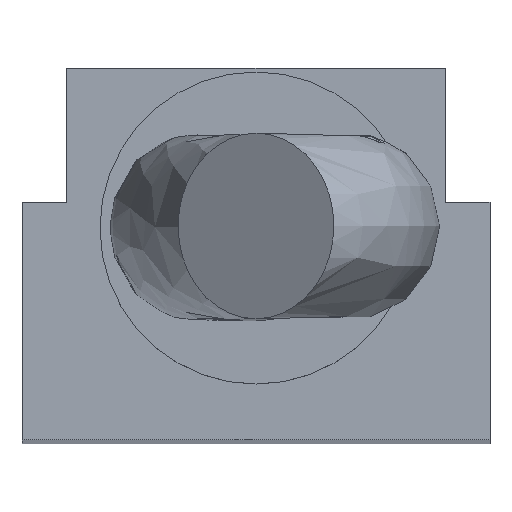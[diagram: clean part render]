
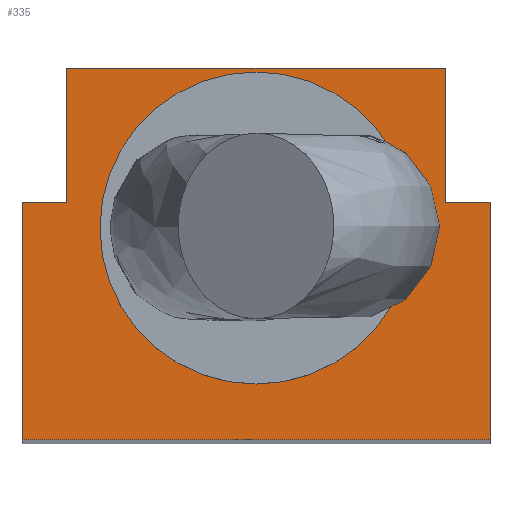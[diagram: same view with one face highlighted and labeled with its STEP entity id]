
A CAD part, top view. The second image highlights one B-rep face of the part: STEP entity #335.
In plain terms, the highlighted planar face has unit normal (0, 0, 1).
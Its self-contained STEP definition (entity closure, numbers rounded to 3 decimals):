
#23=FACE_BOUND('',#70,.T.);
#45=FACE_OUTER_BOUND('',#69,.T.);
#69=EDGE_LOOP('',(#290,#291,#292,#293,#294,#295,#296,#297));
#70=EDGE_LOOP('',(#298));
#79=CIRCLE('',#360,2.1);
#88=LINE('',#593,#120);
#92=LINE('',#601,#124);
#95=LINE('',#607,#127);
#98=LINE('',#613,#130);
#101=LINE('',#619,#133);
#104=LINE('',#625,#136);
#107=LINE('',#631,#139);
#110=LINE('',#636,#142);
#120=VECTOR('',#420,10.);
#124=VECTOR('',#426,10.);
#127=VECTOR('',#431,10.);
#130=VECTOR('',#436,10.);
#133=VECTOR('',#441,10.);
#136=VECTOR('',#446,10.);
#139=VECTOR('',#451,10.);
#142=VECTOR('',#456,10.);
#156=VERTEX_POINT('',#587);
#157=VERTEX_POINT('',#591);
#158=VERTEX_POINT('',#592);
#161=VERTEX_POINT('',#600);
#163=VERTEX_POINT('',#606);
#165=VERTEX_POINT('',#612);
#167=VERTEX_POINT('',#618);
#169=VERTEX_POINT('',#624);
#171=VERTEX_POINT('',#630);
#190=EDGE_CURVE('',#156,#156,#79,.T.);
#191=EDGE_CURVE('',#157,#158,#88,.T.);
#195=EDGE_CURVE('',#158,#161,#92,.T.);
#198=EDGE_CURVE('',#161,#163,#95,.T.);
#201=EDGE_CURVE('',#163,#165,#98,.T.);
#204=EDGE_CURVE('',#165,#167,#101,.T.);
#207=EDGE_CURVE('',#167,#169,#104,.T.);
#210=EDGE_CURVE('',#169,#171,#107,.T.);
#213=EDGE_CURVE('',#171,#157,#110,.T.);
#290=ORIENTED_EDGE('',*,*,#191,.F.);
#291=ORIENTED_EDGE('',*,*,#213,.F.);
#292=ORIENTED_EDGE('',*,*,#210,.F.);
#293=ORIENTED_EDGE('',*,*,#207,.F.);
#294=ORIENTED_EDGE('',*,*,#204,.F.);
#295=ORIENTED_EDGE('',*,*,#201,.F.);
#296=ORIENTED_EDGE('',*,*,#198,.F.);
#297=ORIENTED_EDGE('',*,*,#195,.F.);
#298=ORIENTED_EDGE('',*,*,#190,.T.);
#315=PLANE('',#371);
#335=ADVANCED_FACE('',(#45,#23),#315,.T.);
#360=AXIS2_PLACEMENT_3D('',#588,#414,#415);
#371=AXIS2_PLACEMENT_3D('',#639,#460,#461);
#414=DIRECTION('center_axis',(0.,0.,-1.));
#415=DIRECTION('ref_axis',(-1.,0.,0.));
#420=DIRECTION('',(0.,1.,0.));
#426=DIRECTION('',(1.,0.,0.));
#431=DIRECTION('',(0.,1.,0.));
#436=DIRECTION('',(1.,0.,0.));
#441=DIRECTION('',(0.,-1.,0.));
#446=DIRECTION('',(1.,0.,0.));
#451=DIRECTION('',(0.,-1.,0.));
#456=DIRECTION('',(-1.,0.,0.));
#460=DIRECTION('center_axis',(0.,0.,1.));
#461=DIRECTION('ref_axis',(1.,0.,0.));
#587=CARTESIAN_POINT('',(2.1,0.35,29.5));
#588=CARTESIAN_POINT('Origin',(0.,0.35,29.5));
#591=CARTESIAN_POINT('',(-3.15,-2.5,29.5));
#592=CARTESIAN_POINT('',(-3.15,0.7,29.5));
#593=CARTESIAN_POINT('',(-3.15,0.7,29.5));
#600=CARTESIAN_POINT('',(-2.55,0.7,29.5));
#601=CARTESIAN_POINT('',(-2.55,0.7,29.5));
#606=CARTESIAN_POINT('',(-2.55,2.5,29.5));
#607=CARTESIAN_POINT('',(-2.55,2.5,29.5));
#612=CARTESIAN_POINT('',(2.55,2.5,29.5));
#613=CARTESIAN_POINT('',(2.55,2.5,29.5));
#618=CARTESIAN_POINT('',(2.55,0.7,29.5));
#619=CARTESIAN_POINT('',(2.55,0.7,29.5));
#624=CARTESIAN_POINT('',(3.15,0.7,29.5));
#625=CARTESIAN_POINT('',(3.15,0.7,29.5));
#630=CARTESIAN_POINT('',(3.15,-2.5,29.5));
#631=CARTESIAN_POINT('',(3.15,-2.5,29.5));
#636=CARTESIAN_POINT('',(-3.15,-2.5,29.5));
#639=CARTESIAN_POINT('Origin',(0.,-0.096,29.5));
